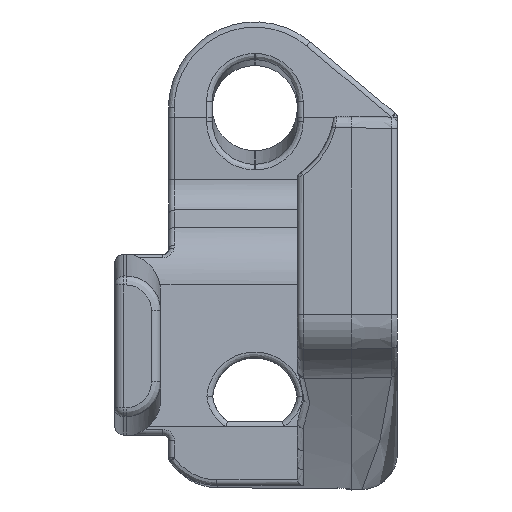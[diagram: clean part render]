
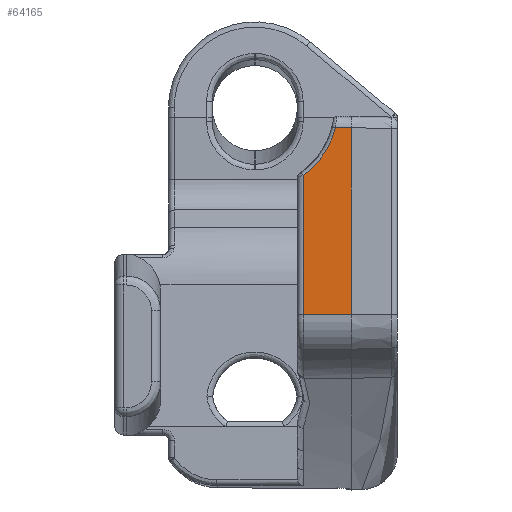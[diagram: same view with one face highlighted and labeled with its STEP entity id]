
A CAD part, left-side view. The second image highlights one B-rep face of the part: STEP entity #64165.
In plain terms, the highlighted planar face has unit normal (-1, 0, 0).
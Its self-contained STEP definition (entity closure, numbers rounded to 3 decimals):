
#8165=DIRECTION('',(0.,1.,0.));
#8166=VECTOR('',#8165,4.2);
#8167=CARTESIAN_POINT('',(-95.25,-8.4,-5.25));
#8168=LINE('',#8167,#8166);
#21839=CARTESIAN_POINT('',(-95.25,-6.997,11.));
#21976=CARTESIAN_POINT('',(-95.25,-8.4,11.));
#21995=DIRECTION('',(0.,0.,1.));
#21996=VECTOR('',#21995,16.25);
#21997=CARTESIAN_POINT('',(-95.25,-8.4,-5.25));
#21998=LINE('',#21997,#21996);
#22002=CARTESIAN_POINT('',(-95.25,0.,12.7));
#22003=DIRECTION('',(-1.,0.,0.));
#22004=DIRECTION('',(0.,-0.583,-0.812));
#22005=AXIS2_PLACEMENT_3D('',#22002,#22003,#22004);
#22010=DIRECTION('',(0.,1.,0.));
#22011=VECTOR('',#22010,1.403);
#22012=CARTESIAN_POINT('',(-95.25,-8.4,11.));
#22013=LINE('',#22012,#22011);
#22017=DIRECTION('',(0.,0.,-1.));
#22018=VECTOR('',#22017,12.102);
#22019=CARTESIAN_POINT('',(-95.25,-4.2,6.852));
#22020=LINE('',#22019,#22018);
#40563=VERTEX_POINT('',#21976);
#40569=CARTESIAN_POINT('',(-95.25,-8.4,-5.25));
#40571=VERTEX_POINT('',#40569);
#40882=CARTESIAN_POINT('',(-95.25,-4.2,-5.25));
#40883=VERTEX_POINT('',#40882);
#42134=VERTEX_POINT('',#21839);
#42136=CARTESIAN_POINT('',(-95.25,-4.2,6.852));
#42137=VERTEX_POINT('',#42136);
#64152=CARTESIAN_POINT('',(-95.25,-8.4,11.));
#64153=DIRECTION('',(1.,0.,0.));
#64154=DIRECTION('',(0.,0.,-1.));
#64155=AXIS2_PLACEMENT_3D('',#64152,#64153,#64154);
#64156=PLANE('',#64155);
#64158=ORIENTED_EDGE('',*,*,#64157,.T.);
#64159=ORIENTED_EDGE('',*,*,#63852,.F.);
#64160=ORIENTED_EDGE('',*,*,#64147,.F.);
#64161=ORIENTED_EDGE('',*,*,#49185,.T.);
#64162=ORIENTED_EDGE('',*,*,#49214,.F.);
#64163=EDGE_LOOP('',(#64158,#64159,#64160,#64161,#64162));
#64164=FACE_OUTER_BOUND('',#64163,.F.);
#22006=CIRCLE('',#22005,7.2);
#49185=EDGE_CURVE('',#40571,#40883,#8168,.T.);
#49214=EDGE_CURVE('',#42137,#40883,#22020,.T.);
#63852=EDGE_CURVE('',#40563,#42134,#22013,.T.);
#64147=EDGE_CURVE('',#40571,#40563,#21998,.T.);
#64157=EDGE_CURVE('',#42137,#42134,#22006,.T.);
#64165=ADVANCED_FACE('',(#64164),#64156,.F.);
